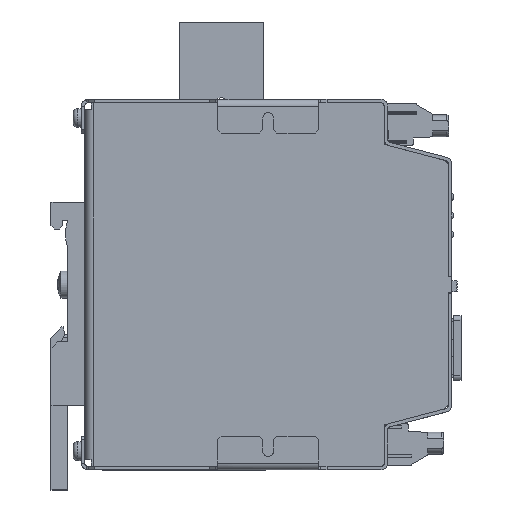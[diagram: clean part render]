
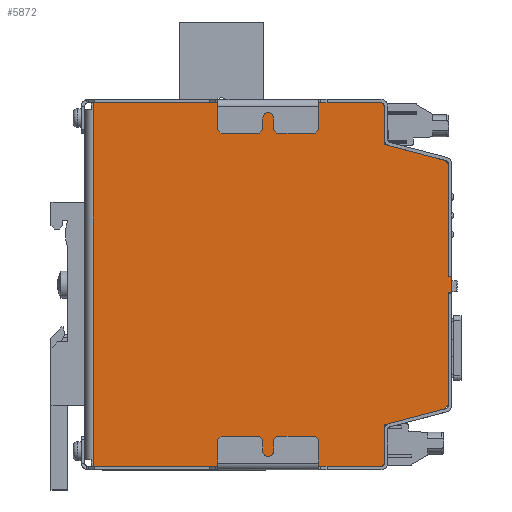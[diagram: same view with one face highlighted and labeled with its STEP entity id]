
A CAD part, left-side view. The second image highlights one B-rep face of the part: STEP entity #5872.
In plain terms, the highlighted planar face has unit normal (-1, 0, 0).
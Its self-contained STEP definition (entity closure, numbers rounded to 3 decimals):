
#5872 = ADVANCED_FACE( '', ( #14929 ), #14930, .T. );
#14929 = FACE_OUTER_BOUND( '', #27761, .T. );
#14930 = PLANE( '', #27762 );
#27761 = EDGE_LOOP( '', ( #44399, #44400, #44401, #44402, #44403, #44404, #44405, #44406, #44407, #44408, #44409, #44410, #44411, #44412, #44413, #44414 ) );
#27762 = AXIS2_PLACEMENT_3D( '', #44415, #44416, #44417 );
#44399 = ORIENTED_EDGE( '', *, *, #61436, .T. );
#44400 = ORIENTED_EDGE( '', *, *, #61725, .T. );
#44401 = ORIENTED_EDGE( '', *, *, #62156, .T. );
#44402 = ORIENTED_EDGE( '', *, *, #62157, .T. );
#44403 = ORIENTED_EDGE( '', *, *, #62158, .T. );
#44404 = ORIENTED_EDGE( '', *, *, #62159, .T. );
#44405 = ORIENTED_EDGE( '', *, *, #62160, .F. );
#44406 = ORIENTED_EDGE( '', *, *, #60108, .F. );
#44407 = ORIENTED_EDGE( '', *, *, #62161, .T. );
#44408 = ORIENTED_EDGE( '', *, *, #60497, .T. );
#44409 = ORIENTED_EDGE( '', *, *, #62162, .T. );
#44410 = ORIENTED_EDGE( '', *, *, #62163, .T. );
#44411 = ORIENTED_EDGE( '', *, *, #62164, .T. );
#44412 = ORIENTED_EDGE( '', *, *, #62165, .T. );
#44413 = ORIENTED_EDGE( '', *, *, #62166, .T. );
#44414 = ORIENTED_EDGE( '', *, *, #59888, .T. );
#44415 = CARTESIAN_POINT( '', ( -17.5, 54.5, -54. ) );
#44416 = DIRECTION( '', ( -1., 0., 0. ) );
#44417 = DIRECTION( '', ( 0., 0., 1. ) );
#59888 = EDGE_CURVE( '', #66206, #66204, #66207, .T. );
#60108 = EDGE_CURVE( '', #66587, #66589, #66590, .T. );
#60497 = EDGE_CURVE( '', #67253, #67251, #67254, .T. );
#61436 = EDGE_CURVE( '', #66204, #68805, #68807, .T. );
#61725 = EDGE_CURVE( '', #68805, #69273, #69275, .T. );
#62156 = EDGE_CURVE( '', #69273, #69928, #69929, .T. );
#62157 = EDGE_CURVE( '', #69928, #69930, #69931, .T. );
#62158 = EDGE_CURVE( '', #69930, #69932, #69933, .T. );
#62159 = EDGE_CURVE( '', #69932, #69934, #69935, .T. );
#62160 = EDGE_CURVE( '', #66589, #69934, #69936, .T. );
#62161 = EDGE_CURVE( '', #66587, #67253, #69937, .T. );
#62162 = EDGE_CURVE( '', #67251, #69938, #69939, .T. );
#62163 = EDGE_CURVE( '', #69938, #69940, #69941, .T. );
#62164 = EDGE_CURVE( '', #69940, #69942, #69943, .T. );
#62165 = EDGE_CURVE( '', #69942, #69944, #69945, .T. );
#62166 = EDGE_CURVE( '', #69944, #66206, #69946, .T. );
#66204 = VERTEX_POINT( '', #75211 );
#66206 = VERTEX_POINT( '', #75214 );
#66207 = LINE( '', #75215, #75216 );
#66587 = VERTEX_POINT( '', #75758 );
#66589 = VERTEX_POINT( '', #75760 );
#66590 = LINE( '', #75761, #75762 );
#67251 = VERTEX_POINT( '', #76781 );
#67253 = VERTEX_POINT( '', #76784 );
#67254 = LINE( '', #76785, #76786 );
#68805 = VERTEX_POINT( '', #79180 );
#68807 = LINE( '', #79183, #79184 );
#69273 = VERTEX_POINT( '', #79918 );
#69275 = LINE( '', #79921, #79922 );
#69928 = VERTEX_POINT( '', #80947 );
#69929 = LINE( '', #80948, #80949 );
#69930 = VERTEX_POINT( '', #80950 );
#69931 = LINE( '', #80951, #80952 );
#69932 = VERTEX_POINT( '', #80953 );
#69933 = LINE( '', #80954, #80955 );
#69934 = VERTEX_POINT( '', #80956 );
#69935 = LINE( '', #80957, #80958 );
#69936 = LINE( '', #80959, #80960 );
#69937 = LINE( '', #80961, #80962 );
#69938 = VERTEX_POINT( '', #80963 );
#69939 = LINE( '', #80964, #80965 );
#69940 = VERTEX_POINT( '', #80966 );
#69941 = LINE( '', #80967, #80968 );
#69942 = VERTEX_POINT( '', #80969 );
#69943 = LINE( '', #80970, #80971 );
#69944 = VERTEX_POINT( '', #80972 );
#69945 = LINE( '', #80973, #80974 );
#69946 = LINE( '', #80975, #80976 );
#75211 = CARTESIAN_POINT( '', ( -17.5, -54.5, 2.4 ) );
#75214 = CARTESIAN_POINT( '', ( -17.5, -54.5, -2.4 ) );
#75215 = CARTESIAN_POINT( '', ( -17.5, -54.5, -54. ) );
#75216 = VECTOR( '', #88004, 1000. );
#75758 = CARTESIAN_POINT( '', ( -17.5, 52., -54. ) );
#75760 = CARTESIAN_POINT( '', ( -17.5, 52., 54. ) );
#75761 = CARTESIAN_POINT( '', ( -17.5, 52., -54. ) );
#75762 = VECTOR( '', #88236, 1000. );
#76781 = CARTESIAN_POINT( '', ( -17.5, -34.5, -53. ) );
#76784 = CARTESIAN_POINT( '', ( -17.5, -33.5, -54. ) );
#76785 = CARTESIAN_POINT( '', ( -17.5, 10.5, -98. ) );
#76786 = VECTOR( '', #88659, 1000. );
#79180 = CARTESIAN_POINT( '', ( -17.5, -53.5, 2.4 ) );
#79183 = CARTESIAN_POINT( '', ( -17.5, 54.5, 2.4 ) );
#79184 = VECTOR( '', #89558, 1000. );
#79918 = CARTESIAN_POINT( '', ( -17.5, -53.5, 35.64 ) );
#79921 = CARTESIAN_POINT( '', ( -17.5, -53.5, -54. ) );
#79922 = VECTOR( '', #89838, 1000. );
#80947 = CARTESIAN_POINT( '', ( -17.5, -52.536, 36.908 ) );
#80948 = CARTESIAN_POINT( '', ( -17.5, -57.138, 30.854 ) );
#80949 = VECTOR( '', #90238, 1000. );
#80950 = CARTESIAN_POINT( '', ( -17.5, -34.5, 41.64 ) );
#80951 = CARTESIAN_POINT( '', ( -17.5, 25.29, 57.327 ) );
#80952 = VECTOR( '', #90239, 1000. );
#80953 = CARTESIAN_POINT( '', ( -17.5, -34.5, 53. ) );
#80954 = CARTESIAN_POINT( '', ( -17.5, -34.5, -54. ) );
#80955 = VECTOR( '', #90240, 1000. );
#80956 = CARTESIAN_POINT( '', ( -17.5, -33.5, 54. ) );
#80957 = CARTESIAN_POINT( '', ( -17.5, -43.5, 44. ) );
#80958 = VECTOR( '', #90241, 1000. );
#80959 = CARTESIAN_POINT( '', ( -17.5, 54.5, 54. ) );
#80960 = VECTOR( '', #90242, 1000. );
#80961 = CARTESIAN_POINT( '', ( -17.5, 54.5, -54. ) );
#80962 = VECTOR( '', #90243, 1000. );
#80963 = CARTESIAN_POINT( '', ( -17.5, -34.5, -41.64 ) );
#80964 = CARTESIAN_POINT( '', ( -17.5, -34.5, -54. ) );
#80965 = VECTOR( '', #90244, 1000. );
#80966 = CARTESIAN_POINT( '', ( -17.5, -52.536, -36.908 ) );
#80967 = CARTESIAN_POINT( '', ( -17.5, 51.802, -64.284 ) );
#80968 = VECTOR( '', #90245, 1000. );
#80969 = CARTESIAN_POINT( '', ( -17.5, -53.5, -35.64 ) );
#80970 = CARTESIAN_POINT( '', ( -17.5, -5.108, -99.307 ) );
#80971 = VECTOR( '', #90246, 1000. );
#80972 = CARTESIAN_POINT( '', ( -17.5, -53.5, -2.4 ) );
#80973 = CARTESIAN_POINT( '', ( -17.5, -53.5, -54. ) );
#80974 = VECTOR( '', #90247, 1000. );
#80975 = CARTESIAN_POINT( '', ( -17.5, 54.5, -2.4 ) );
#80976 = VECTOR( '', #90248, 1000. );
#88004 = DIRECTION( '', ( 0., 0., 1. ) );
#88236 = DIRECTION( '', ( 0., 0., 1. ) );
#88659 = DIRECTION( '', ( 0., -0.707, 0.707 ) );
#89558 = DIRECTION( '', ( 0., 1., 0. ) );
#89838 = DIRECTION( '', ( 0., 0., 1. ) );
#90238 = DIRECTION( '', ( 0., 0.605, 0.796 ) );
#90239 = DIRECTION( '', ( 0., 0.967, 0.254 ) );
#90240 = DIRECTION( '', ( 0., 0., 1. ) );
#90241 = DIRECTION( '', ( 0., 0.707, 0.707 ) );
#90242 = DIRECTION( '', ( 0., -1., 0. ) );
#90243 = DIRECTION( '', ( 0., -1., 0. ) );
#90244 = DIRECTION( '', ( 0., 0., 1. ) );
#90245 = DIRECTION( '', ( 0., -0.967, 0.254 ) );
#90246 = DIRECTION( '', ( 0., -0.605, 0.796 ) );
#90247 = DIRECTION( '', ( 0., 0., 1. ) );
#90248 = DIRECTION( '', ( 0., -1., 0. ) );
